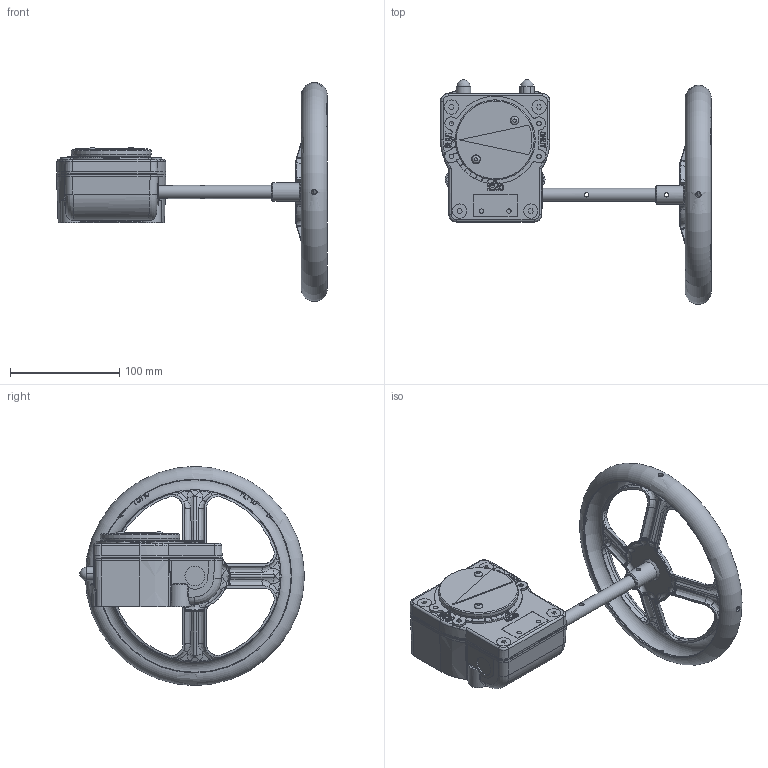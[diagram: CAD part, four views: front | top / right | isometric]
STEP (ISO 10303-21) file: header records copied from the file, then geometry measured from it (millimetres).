
FILE_DESCRIPTION(/* description */ (''),/* implementation_level */ '2;1');
FILE_NAME(/* name */ '2394B250-300_STP_1_232-08.step',/* time_stamp */ '2025-10-23T15:47:45+02:00',/* author */ (''),/* organization */ (''),/* preprocessor_version */ 'ST-DEVELOPER v20.1',/* originating_system */ 'Autodesk Translation Framework v14.17.0.0',/* authorisation */ '');
FILE_SCHEMA (('AUTOMOTIVE_DESIGN { 1 0 10303 214 3 1 1 }'));
Products named in the file (2): 1; PS200-12 Bush
Assembly tree (1 placements, depth 2):
  1
    PS200-12 Bush
Bounding box: 247.5 x 205.02 x 199.94 mm (x, y, z)
Volume: 411428 mm3; surface area: 230039.6 mm2
Topology: 2 solids, 12 shells, 2515 faces, 6691 edges, 4186 vertices
Faces by surface type: plane 919, cylinder 608, bspline 536, torus 225, cone 194, sphere 33
Full cylindrical faces by diameter (mm): 3.3 x2, 4 x4, 4.1 x4, 4.5 x2, 4.917 x4, 5 x4, 6 x4, 6.5 x4, 6.647 x4, 7.5 x4, 7.6 x2, 8 x2, 8.376 x4, 10 x1, 12 x4, 13 x6, 14 x2, 16 x1, 17 x1, 18 x2, 57.1 x2, 59 x2, 60 x2, 64 x1, 73 x1, 176 x1
Entity records: 174942 total; most frequent: CARTESIAN_POINT 115012, ORIENTED_EDGE 13192, DIRECTION 11701, EDGE_CURVE 6596, AXIS2_PLACEMENT_3D 4556, VERTEX_POINT 4186, EDGE_LOOP 2668, LINE 2589
